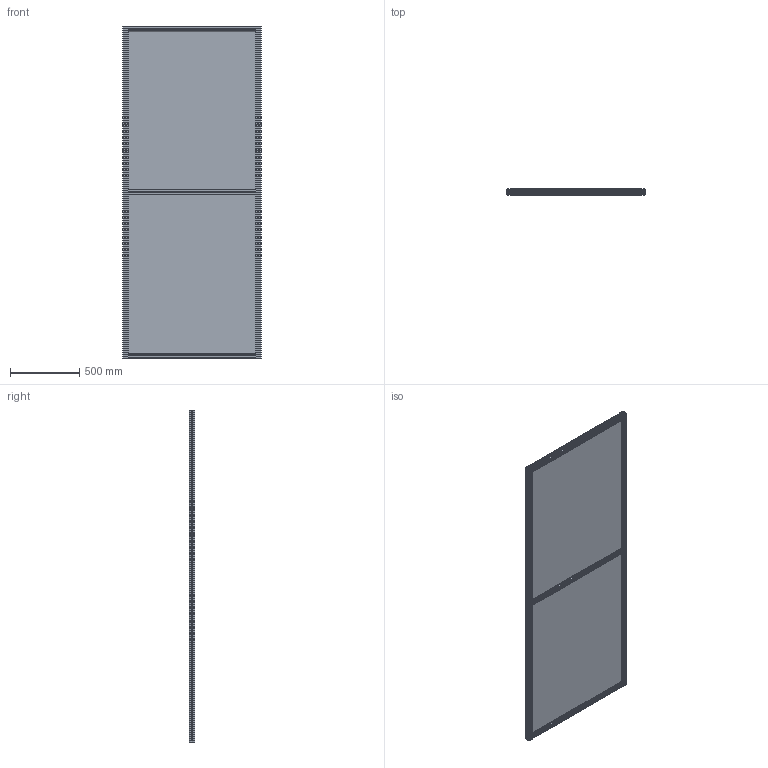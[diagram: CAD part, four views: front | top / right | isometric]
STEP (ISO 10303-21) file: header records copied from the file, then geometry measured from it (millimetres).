
FILE_DESCRIPTION(('STEP AP203'),'1');
FILE_NAME('SAFE08E6507.stp','2025-07-02T08:27:16',(' '),(' '),'Spatial InterOp 3D',' ',' ');
FILE_SCHEMA(('CONFIG_CONTROL_DESIGN'));
Length unit declared in the file: millimetre
Products named in the file (12): Panneau standard ; Polycarbonate ep 4mm; Ep=8mm; Fixation hors standard 8-40; Vis BHC - M8x18; Rondelle M 8; Profilé 8 40x40 E; SAFE08E6507 - Panneau alu standard vision 1000x2400
Assembly tree (16 placements, depth 4):
  SAFE08E6507 - Panneau alu standard vision 1000x2400
    Panneau standard 
      Polycarbonate ep 4mm
      Ep=8mm
      Fixation hors standard 8-40  x6
        Vis BHC - M8x18
        Rondelle M 8
      Profilé 8 40x40 E
      Profilé 8 40x40 E
      Profilé 8 40x40 E
      Profilé 8 40x40 E
      Profilé 8 40x40 E
Bounding box: 1000 x 40 x 2400 mm (x, y, z)
Volume: 16958652.7 mm3; surface area: 8835301 mm2
Topology: 19 solids, 19 shells, 1505 faces, 4471 edges, 2968 vertices
Faces by surface type: cylinder 801, plane 680, cone 18, sphere 6
Full cylindrical faces by diameter (mm): 6.78 x11, 6.8 x12, 7 x6, 8 x12, 8.4 x6, 16 x6
Entity records: 52808 total; most frequent: CARTESIAN_POINT 11192, ORIENTED_EDGE 8440, DIRECTION 8434, EDGE_CURVE 4220, AXIS2_PLACEMENT_3D 2967, VERTEX_POINT 2831, LINE 2500, VECTOR 2500
